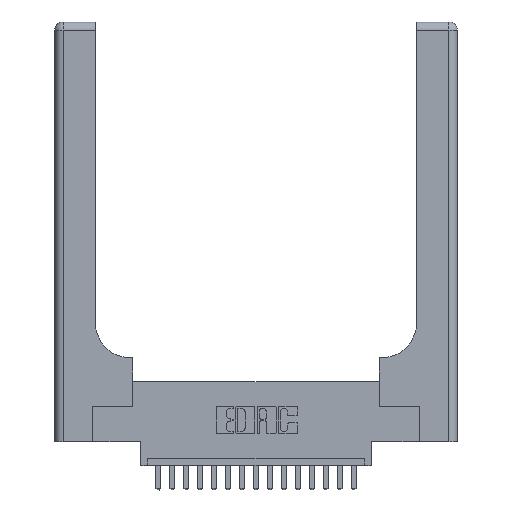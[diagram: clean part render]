
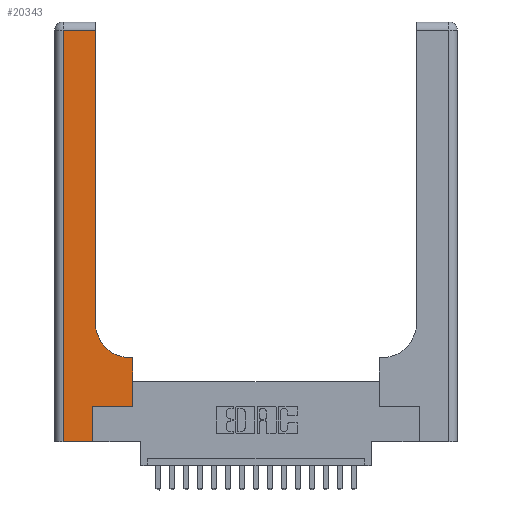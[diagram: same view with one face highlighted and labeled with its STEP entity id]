
A CAD part, top view. The second image highlights one B-rep face of the part: STEP entity #20343.
In plain terms, the highlighted planar face has unit normal (0, 0, 1).
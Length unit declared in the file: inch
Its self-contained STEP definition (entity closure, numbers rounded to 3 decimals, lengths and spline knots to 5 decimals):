
#444 = CARTESIAN_POINT ( 'NONE',  ( 0.5415, 0.85, 0.37 ) ) ;
#768 = LINE ( 'NONE', #16411, #4241 ) ;
#889 = VECTOR ( 'NONE', #12465, 39.37008 ) ;
#999 = EDGE_CURVE ( 'NONE', #1755, #13101, #9614, .T. ) ;
#1492 = EDGE_CURVE ( 'NONE', #7506, #1755, #768, .T. ) ;
#1755 = VERTEX_POINT ( 'NONE', #18692 ) ;
#1759 = LINE ( 'NONE', #8007, #2739 ) ;
#2107 = CARTESIAN_POINT ( 'NONE',  ( 0.5415, 0.6, 0.37 ) ) ;
#2173 = CARTESIAN_POINT ( 'NONE',  ( 0.5585, 0.25, 0.37 ) ) ;
#2193 = LINE ( 'NONE', #2173, #7073 ) ;
#2608 = CARTESIAN_POINT ( 'NONE',  ( 0.2915, 0.85, 0.37 ) ) ;
#2739 = VECTOR ( 'NONE', #12506, 39.37008 ) ;
#3454 = CARTESIAN_POINT ( 'NONE',  ( 0.269, 0.25, 0.37 ) ) ;
#4241 = VECTOR ( 'NONE', #7650, 39.37008 ) ;
#4359 = DIRECTION ( 'NONE',  ( 0., 0., -1. ) ) ;
#4822 = DIRECTION ( 'NONE',  ( 0., 1., 0. ) ) ;
#5011 = VERTEX_POINT ( 'NONE', #6107 ) ;
#5476 = CARTESIAN_POINT ( 'NONE',  ( 0.5585, 0.6, 0.37 ) ) ;
#5688 = ORIENTED_EDGE ( 'NONE', *, *, #11762, .T. ) ;
#5965 = EDGE_CURVE ( 'NONE', #19435, #17039, #15978, .T. ) ;
#6107 = CARTESIAN_POINT ( 'NONE',  ( 0.2915, 2.94, 0.37 ) ) ;
#6330 = EDGE_CURVE ( 'NONE', #13350, #5011, #1759, .T. ) ;
#6440 = LINE ( 'NONE', #18561, #11791 ) ;
#6476 = ORIENTED_EDGE ( 'NONE', *, *, #999, .T. ) ;
#6571 = CARTESIAN_POINT ( 'NONE',  ( 0.5585, 0.25, 0.37 ) ) ;
#6941 = VECTOR ( 'NONE', #4822, 39.37008 ) ;
#7073 = VECTOR ( 'NONE', #11666, 39.37008 ) ;
#7415 = DIRECTION ( 'NONE',  ( -1., 0., 0. ) ) ;
#7506 = VERTEX_POINT ( 'NONE', #13715 ) ;
#7650 = DIRECTION ( 'NONE',  ( 1., 0., 0. ) ) ;
#7983 = VERTEX_POINT ( 'NONE', #12527 ) ;
#8007 = CARTESIAN_POINT ( 'NONE',  ( 0.2915, 3., 0.37 ) ) ;
#8140 = VECTOR ( 'NONE', #13814, 39.37008 ) ;
#8528 = DIRECTION ( 'NONE',  ( 0., 0., -1. ) ) ;
#8584 = VERTEX_POINT ( 'NONE', #6571 ) ;
#8795 = EDGE_LOOP ( 'NONE', ( #16375, #18226, #19093, #17875, #6476, #18857, #5688, #19103, #12386 ) ) ;
#9044 = CARTESIAN_POINT ( 'NONE',  ( 0.269, 0., 0.37 ) ) ;
#9550 = EDGE_CURVE ( 'NONE', #7983, #7506, #6440, .T. ) ;
#9614 = LINE ( 'NONE', #9044, #6941 ) ;
#10255 = VECTOR ( 'NONE', #14390, 39.37008 ) ;
#10727 = EDGE_CURVE ( 'NONE', #13101, #8584, #13933, .T. ) ;
#11666 = DIRECTION ( 'NONE',  ( 0., 1., 0. ) ) ;
#11762 = EDGE_CURVE ( 'NONE', #8584, #19435, #2193, .T. ) ;
#11791 = VECTOR ( 'NONE', #15363, 39.37008 ) ;
#12386 = ORIENTED_EDGE ( 'NONE', *, *, #20017, .T. ) ;
#12465 = DIRECTION ( 'NONE',  ( -1., 0., 0. ) ) ;
#12506 = DIRECTION ( 'NONE',  ( 0., 1., 0. ) ) ;
#12527 = CARTESIAN_POINT ( 'NONE',  ( 0.06, 2.94, 0.37 ) ) ;
#12850 = EDGE_CURVE ( 'NONE', #5011, #7983, #17586, .T. ) ;
#13043 = CIRCLE ( 'NONE', #19272, 0.25 ) ;
#13101 = VERTEX_POINT ( 'NONE', #18969 ) ;
#13350 = VERTEX_POINT ( 'NONE', #2608 ) ;
#13715 = CARTESIAN_POINT ( 'NONE',  ( 0.06, 0., 0.37 ) ) ;
#13814 = DIRECTION ( 'NONE',  ( -1., 0., 0. ) ) ;
#13933 = LINE ( 'NONE', #3454, #10255 ) ;
#14390 = DIRECTION ( 'NONE',  ( 1., 0., 0. ) ) ;
#15211 = PLANE ( 'NONE',  #15390 ) ;
#15363 = DIRECTION ( 'NONE',  ( 0., -1., 0. ) ) ;
#15390 = AXIS2_PLACEMENT_3D ( 'NONE', #16798, #4359, #7415 ) ;
#15978 = LINE ( 'NONE', #18368, #8140 ) ;
#16067 = DIRECTION ( 'NONE',  ( 1., 0., 0. ) ) ;
#16375 = ORIENTED_EDGE ( 'NONE', *, *, #6330, .T. ) ;
#16411 = CARTESIAN_POINT ( 'NONE',  ( 0., 0., 0.37 ) ) ;
#16798 = CARTESIAN_POINT ( 'NONE',  ( 0., 3., 0.37 ) ) ;
#17006 = CARTESIAN_POINT ( 'NONE',  ( 0., 2.94, 0.37 ) ) ;
#17039 = VERTEX_POINT ( 'NONE', #2107 ) ;
#17586 = LINE ( 'NONE', #17006, #889 ) ;
#17875 = ORIENTED_EDGE ( 'NONE', *, *, #1492, .T. ) ;
#18203 = FACE_OUTER_BOUND ( 'NONE', #8795, .T. ) ;
#18226 = ORIENTED_EDGE ( 'NONE', *, *, #12850, .T. ) ;
#18368 = CARTESIAN_POINT ( 'NONE',  ( 0.2915, 0.6, 0.37 ) ) ;
#18561 = CARTESIAN_POINT ( 'NONE',  ( 0.06, 3., 0.37 ) ) ;
#18692 = CARTESIAN_POINT ( 'NONE',  ( 0.269, 0., 0.37 ) ) ;
#18857 = ORIENTED_EDGE ( 'NONE', *, *, #10727, .T. ) ;
#18969 = CARTESIAN_POINT ( 'NONE',  ( 0.269, 0.25, 0.37 ) ) ;
#19093 = ORIENTED_EDGE ( 'NONE', *, *, #9550, .T. ) ;
#19103 = ORIENTED_EDGE ( 'NONE', *, *, #5965, .T. ) ;
#19272 = AXIS2_PLACEMENT_3D ( 'NONE', #444, #8528, #16067 ) ;
#19435 = VERTEX_POINT ( 'NONE', #5476 ) ;
#20017 = EDGE_CURVE ( 'NONE', #17039, #13350, #13043, .T. ) ;
#20343 = ADVANCED_FACE ( 'NONE', ( #18203 ), #15211, .F. ) ;
